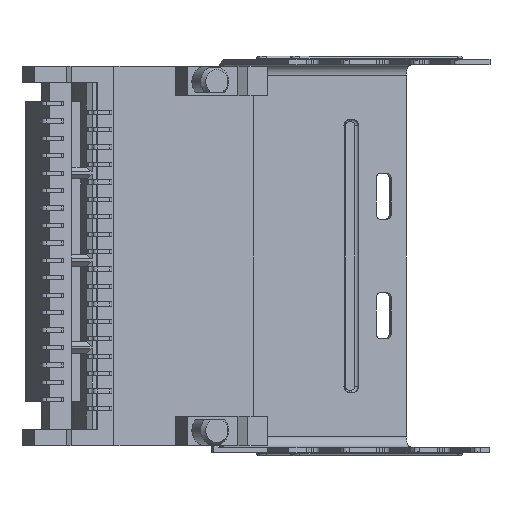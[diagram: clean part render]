
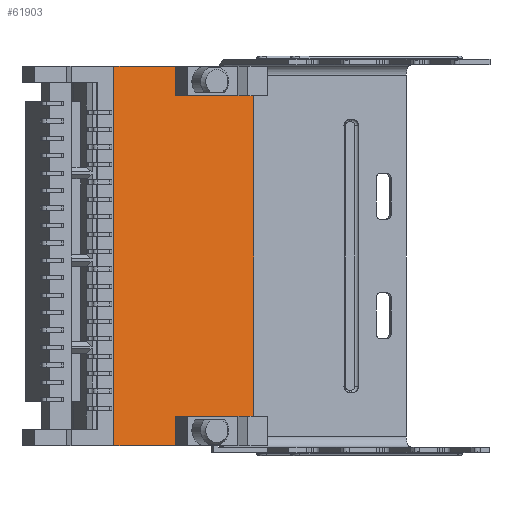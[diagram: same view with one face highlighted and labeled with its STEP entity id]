
A CAD part, front view. The second image highlights one B-rep face of the part: STEP entity #61903.
In plain terms, the highlighted planar face has unit normal (0.383, -0.924, 0).
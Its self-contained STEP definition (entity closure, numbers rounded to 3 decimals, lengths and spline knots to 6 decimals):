
#4250=FACE_OUTER_BOUND('',#7545,.T.);
#7545=EDGE_LOOP('',(#52924,#52925,#52926,#52927,#52928,#52929,#52930,#52931));
#10132=LINE('',#87187,#18119);
#12433=LINE('',#92369,#20420);
#12787=LINE('',#93162,#20774);
#12796=LINE('',#93185,#20783);
#14438=LINE('',#96633,#22425);
#15230=LINE('',#98226,#23217);
#15547=LINE('',#98871,#23534);
#15788=LINE('',#99453,#23775);
#18119=VECTOR('',#69758,1.);
#20420=VECTOR('',#73729,1.);
#20774=VECTOR('',#74419,1.);
#20783=VECTOR('',#74436,1.);
#22425=VECTOR('',#77594,1.);
#23217=VECTOR('',#79316,1.);
#23534=VECTOR('',#80081,1.);
#23775=VECTOR('',#80834,1.);
#26147=VERTEX_POINT('',#87184);
#26148=VERTEX_POINT('',#87186);
#28164=VERTEX_POINT('',#92367);
#28435=VERTEX_POINT('',#93161);
#28444=VERTEX_POINT('',#93182);
#28445=VERTEX_POINT('',#93184);
#29829=VERTEX_POINT('',#98224);
#29933=VERTEX_POINT('',#98870);
#32195=EDGE_CURVE('',#26148,#26147,#10132,.T.);
#34763=EDGE_CURVE('',#28164,#26147,#12433,.T.);
#35168=EDGE_CURVE('',#28435,#26148,#12787,.T.);
#35179=EDGE_CURVE('',#28445,#28444,#12796,.T.);
#36996=EDGE_CURVE('',#28164,#28445,#14438,.T.);
#37881=EDGE_CURVE('',#28444,#29829,#15230,.T.);
#38223=EDGE_CURVE('',#29933,#28435,#15547,.T.);
#38511=EDGE_CURVE('',#29933,#29829,#15788,.T.);
#52924=ORIENTED_EDGE('',*,*,#36996,.T.);
#52925=ORIENTED_EDGE('',*,*,#35179,.T.);
#52926=ORIENTED_EDGE('',*,*,#37881,.T.);
#52927=ORIENTED_EDGE('',*,*,#38511,.F.);
#52928=ORIENTED_EDGE('',*,*,#38223,.T.);
#52929=ORIENTED_EDGE('',*,*,#35168,.T.);
#52930=ORIENTED_EDGE('',*,*,#32195,.T.);
#52931=ORIENTED_EDGE('',*,*,#34763,.F.);
#58858=PLANE('',#65916);
#61903=ADVANCED_FACE('',(#4250),#58858,.F.);
#65916=AXIS2_PLACEMENT_3D('',#99452,#80832,#80833);
#69758=DIRECTION('',(-0.924,-0.383,0.));
#73729=DIRECTION('',(0.,0.,1.));
#74419=DIRECTION('',(0.,0.,1.));
#74436=DIRECTION('',(0.,0.,1.));
#77594=DIRECTION('',(0.924,0.383,0.));
#79316=DIRECTION('',(0.924,0.383,0.));
#80081=DIRECTION('',(-0.924,-0.383,0.));
#80832=DIRECTION('center_axis',(-0.383,0.924,0.));
#80833=DIRECTION('ref_axis',(0.,0.,1.));
#80834=DIRECTION('',(0.,0.,-1.));
#87184=CARTESIAN_POINT('',(-0.001968,0.022398,0.0158));
#87186=CARTESIAN_POINT('',(0.001266,0.023737,0.0158));
#87187=CARTESIAN_POINT('',(0.001266,0.023737,0.0158));
#92367=CARTESIAN_POINT('',(-0.001968,0.022398,-0.0016));
#92369=CARTESIAN_POINT('',(-0.001968,0.022398,-0.0016));
#93161=CARTESIAN_POINT('',(0.001266,0.023737,0.014464));
#93162=CARTESIAN_POINT('',(0.001266,0.023737,0.014464));
#93182=CARTESIAN_POINT('',(0.001266,0.023737,-0.000264));
#93184=CARTESIAN_POINT('',(0.001266,0.023737,-0.0016));
#93185=CARTESIAN_POINT('',(0.001266,0.023737,-0.0016));
#96633=CARTESIAN_POINT('',(-0.001968,0.022398,-0.0016));
#98224=CARTESIAN_POINT('',(0.004855,0.025224,-0.000264));
#98226=CARTESIAN_POINT('',(0.001266,0.023737,-0.000264));
#98870=CARTESIAN_POINT('',(0.004855,0.025224,0.014464));
#98871=CARTESIAN_POINT('',(0.004855,0.025224,0.014464));
#99452=CARTESIAN_POINT('Origin',(0.001266,0.023737,0.017556));
#99453=CARTESIAN_POINT('',(0.004855,0.025224,0.014464));
